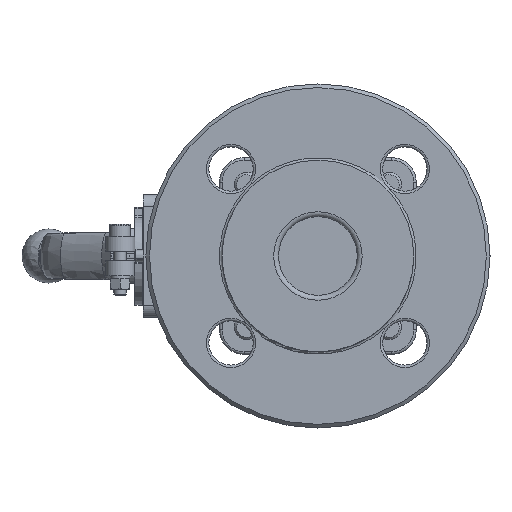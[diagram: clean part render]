
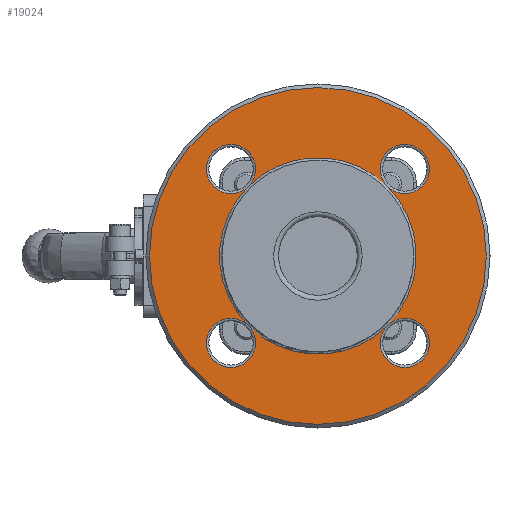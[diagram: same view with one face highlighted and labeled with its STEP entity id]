
A CAD part, left-side view. The second image highlights one B-rep face of the part: STEP entity #19024.
In plain terms, the highlighted planar face has unit normal (-1, 0, 0).
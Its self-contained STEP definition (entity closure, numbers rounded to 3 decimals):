
#1033 = AXIS2_PLACEMENT_3D ( 'NONE', #37863, #42229, #9131 ) ;
#1207 = CARTESIAN_POINT ( 'NONE',  ( 2., 0., 0. ) ) ;
#1215 = AXIS2_PLACEMENT_3D ( 'NONE', #1207, #18568, #45135 ) ;
#1546 = DIRECTION ( 'NONE',  ( 1., 0., 0. ) ) ;
#1657 = VERTEX_POINT ( 'NONE', #45983 ) ;
#2256 = DIRECTION ( 'NONE',  ( 1., 0., 0. ) ) ;
#2885 = AXIS2_PLACEMENT_3D ( 'NONE', #29443, #47127, #14013 ) ;
#3678 = DIRECTION ( 'NONE',  ( 0., 0., 1. ) ) ;
#4309 = AXIS2_PLACEMENT_3D ( 'NONE', #28089, #46009, #45755 ) ;
#5028 = ORIENTED_EDGE ( 'NONE', *, *, #30419, .T. ) ;
#5410 = CARTESIAN_POINT ( 'NONE',  ( 2., -35.355, 35.355 ) ) ;
#5893 = DIRECTION ( 'NONE',  ( 0., 0., 1. ) ) ;
#6959 = CARTESIAN_POINT ( 'NONE',  ( 2., 28.284, -28.284 ) ) ;
#7543 = CARTESIAN_POINT ( 'NONE',  ( 2., -35.355, -35.355 ) ) ;
#7770 = DIRECTION ( 'NONE',  ( 1., 0., 0. ) ) ;
#7940 = AXIS2_PLACEMENT_3D ( 'NONE', #16931, #39157, #36244 ) ;
#7997 = ORIENTED_EDGE ( 'NONE', *, *, #18172, .F. ) ;
#8749 = EDGE_CURVE ( 'NONE', #1657, #1657, #10358, .T. ) ;
#8847 = EDGE_CURVE ( 'NONE', #32811, #32811, #16531, .T. ) ;
#8907 = EDGE_CURVE ( 'NONE', #10930, #10930, #25743, .T. ) ;
#9131 = DIRECTION ( 'NONE',  ( 0., -1., 0. ) ) ;
#10358 = CIRCLE ( 'NONE', #33477, 10. ) ;
#10930 = VERTEX_POINT ( 'NONE', #41208 ) ;
#11056 = CIRCLE ( 'NONE', #30304, 40. ) ;
#12368 = CIRCLE ( 'NONE', #13935, 68.5 ) ;
#13935 = AXIS2_PLACEMENT_3D ( 'NONE', #34840, #2256, #16495 ) ;
#14013 = DIRECTION ( 'NONE',  ( 0., 0., 1. ) ) ;
#14254 = FACE_BOUND ( 'NONE', #30171, .T. ) ;
#16495 = DIRECTION ( 'NONE',  ( 0., 1., 0. ) ) ;
#16531 = CIRCLE ( 'NONE', #37337, 10. ) ;
#16931 = CARTESIAN_POINT ( 'NONE',  ( 2., 0., 0. ) ) ;
#17590 = ORIENTED_EDGE ( 'NONE', *, *, #44934, .F. ) ;
#17874 = PLANE ( 'NONE',  #2885 ) ;
#18119 = FACE_OUTER_BOUND ( 'NONE', #33776, .T. ) ;
#18172 = EDGE_CURVE ( 'NONE', #10930, #32811, #36662, .T. ) ;
#18516 = CARTESIAN_POINT ( 'NONE',  ( 2., 0., 0. ) ) ;
#18568 = DIRECTION ( 'NONE',  ( -1., 0., 0. ) ) ;
#19024 = ADVANCED_FACE ( 'NONE', ( #18119, #14254 ), #17874, .T. ) ;
#19429 = CARTESIAN_POINT ( 'NONE',  ( 2., -28.284, 28.284 ) ) ;
#21456 = DIRECTION ( 'NONE',  ( 0., -1., 0. ) ) ;
#21841 = CIRCLE ( 'NONE', #1033, 40. ) ;
#25126 = CIRCLE ( 'NONE', #4309, 10. ) ;
#25296 = ORIENTED_EDGE ( 'NONE', *, *, #32298, .F. ) ;
#25571 = ORIENTED_EDGE ( 'NONE', *, *, #37657, .F. ) ;
#25743 = CIRCLE ( 'NONE', #43537, 10. ) ;
#26046 = EDGE_CURVE ( 'NONE', #32811, #1657, #38035, .T. ) ;
#27778 = ORIENTED_EDGE ( 'NONE', *, *, #8749, .T. ) ;
#28089 = CARTESIAN_POINT ( 'NONE',  ( 2., 35.355, -35.355 ) ) ;
#29443 = CARTESIAN_POINT ( 'NONE',  ( 2., 53.75, 0. ) ) ;
#29651 = ORIENTED_EDGE ( 'NONE', *, *, #26046, .F. ) ;
#30171 = EDGE_LOOP ( 'NONE', ( #29651, #46711, #7997, #45184, #17590, #5028, #25571, #27778 ) ) ;
#30304 = AXIS2_PLACEMENT_3D ( 'NONE', #18516, #36652, #21456 ) ;
#30419 = EDGE_CURVE ( 'NONE', #35581, #35581, #25126, .T. ) ;
#30506 = VERTEX_POINT ( 'NONE', #30982 ) ;
#30982 = CARTESIAN_POINT ( 'NONE',  ( 2., 68.5, 0. ) ) ;
#31450 = CARTESIAN_POINT ( 'NONE',  ( 2., 35.355, 35.355 ) ) ;
#32298 = EDGE_CURVE ( 'NONE', #30506, #30506, #12368, .T. ) ;
#32811 = VERTEX_POINT ( 'NONE', #19429 ) ;
#33477 = AXIS2_PLACEMENT_3D ( 'NONE', #31450, #42360, #5893 ) ;
#33776 = EDGE_LOOP ( 'NONE', ( #25296 ) ) ;
#34840 = CARTESIAN_POINT ( 'NONE',  ( 2., 0., 0. ) ) ;
#34848 = DIRECTION ( 'NONE',  ( 0., 0., 1. ) ) ;
#35581 = VERTEX_POINT ( 'NONE', #6959 ) ;
#36244 = DIRECTION ( 'NONE',  ( 0., -1., 0. ) ) ;
#36652 = DIRECTION ( 'NONE',  ( -1., 0., 0. ) ) ;
#36662 = CIRCLE ( 'NONE', #1215, 40. ) ;
#37337 = AXIS2_PLACEMENT_3D ( 'NONE', #5410, #1546, #34848 ) ;
#37657 = EDGE_CURVE ( 'NONE', #1657, #35581, #11056, .T. ) ;
#37863 = CARTESIAN_POINT ( 'NONE',  ( 2., 0., 0. ) ) ;
#38035 = CIRCLE ( 'NONE', #7940, 40. ) ;
#39157 = DIRECTION ( 'NONE',  ( -1., 0., 0. ) ) ;
#41208 = CARTESIAN_POINT ( 'NONE',  ( 2., -28.284, -28.284 ) ) ;
#42229 = DIRECTION ( 'NONE',  ( -1., 0., 0. ) ) ;
#42360 = DIRECTION ( 'NONE',  ( 1., 0., 0. ) ) ;
#43537 = AXIS2_PLACEMENT_3D ( 'NONE', #7543, #7770, #3678 ) ;
#44934 = EDGE_CURVE ( 'NONE', #35581, #10930, #21841, .T. ) ;
#45135 = DIRECTION ( 'NONE',  ( 0., -1., 0. ) ) ;
#45184 = ORIENTED_EDGE ( 'NONE', *, *, #8907, .T. ) ;
#45755 = DIRECTION ( 'NONE',  ( 0., 0., 1. ) ) ;
#45983 = CARTESIAN_POINT ( 'NONE',  ( 2., 28.284, 28.284 ) ) ;
#46009 = DIRECTION ( 'NONE',  ( 1., 0., 0. ) ) ;
#46711 = ORIENTED_EDGE ( 'NONE', *, *, #8847, .T. ) ;
#47127 = DIRECTION ( 'NONE',  ( -1., 0., 0. ) ) ;
